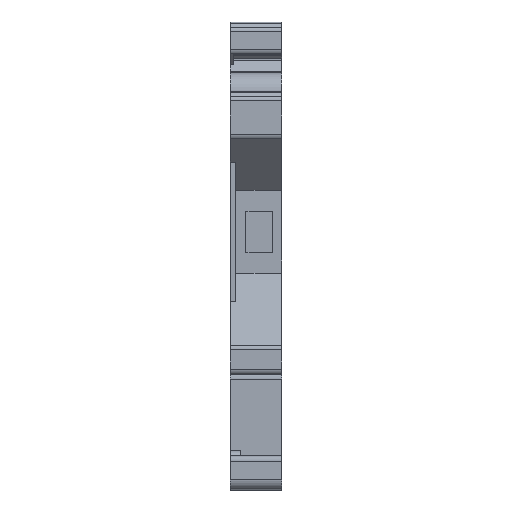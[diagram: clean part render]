
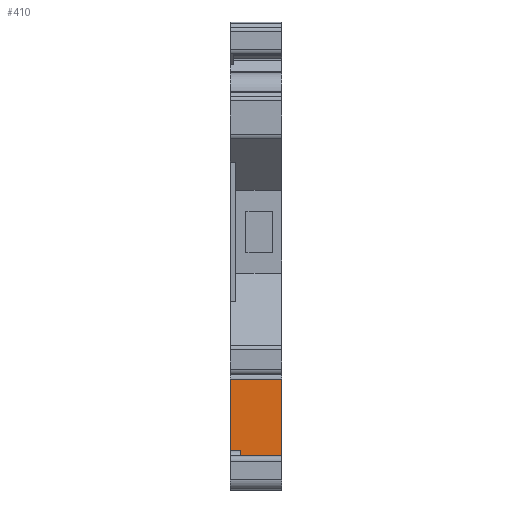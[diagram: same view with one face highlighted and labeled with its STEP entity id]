
A CAD part, left-side view. The second image highlights one B-rep face of the part: STEP entity #410.
In plain terms, the highlighted planar face has unit normal (-1, 0, 0).
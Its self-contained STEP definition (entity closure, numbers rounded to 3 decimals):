
#29 = DIRECTION ( 'NONE',  ( 0., 0., 1. ) ) ;
#80 = VECTOR ( 'NONE', #7611, 1000. ) ;
#145 = CARTESIAN_POINT ( 'NONE',  ( -36.394, 4.95, 4.1 ) ) ;
#148 = DIRECTION ( 'NONE',  ( 0., 0., -1. ) ) ;
#382 = VERTEX_POINT ( 'NONE', #4883 ) ;
#410 = ADVANCED_FACE ( 'NONE', ( #7574 ), #8056, .T. ) ;
#556 = VECTOR ( 'NONE', #7095, 1000. ) ;
#913 = VECTOR ( 'NONE', #7906, 1000. ) ;
#1056 = CARTESIAN_POINT ( 'NONE',  ( -36.394, 4.95, -2.8 ) ) ;
#1091 = LINE ( 'NONE', #1703, #556 ) ;
#1320 = LINE ( 'NONE', #2758, #1526 ) ;
#1445 = DIRECTION ( 'NONE',  ( -1., 0., 0. ) ) ;
#1452 = CARTESIAN_POINT ( 'NONE',  ( -36.394, 0., -4.716 ) ) ;
#1526 = VECTOR ( 'NONE', #148, 1000. ) ;
#1566 = EDGE_CURVE ( 'NONE', #382, #5248, #8267, .T. ) ;
#1703 = CARTESIAN_POINT ( 'NONE',  ( -36.394, 4.95, 4.1 ) ) ;
#1836 = ORIENTED_EDGE ( 'NONE', *, *, #8584, .F. ) ;
#1914 = LINE ( 'NONE', #4655, #913 ) ;
#2654 = VERTEX_POINT ( 'NONE', #1056 ) ;
#2723 = ORIENTED_EDGE ( 'NONE', *, *, #7670, .T. ) ;
#2758 = CARTESIAN_POINT ( 'NONE',  ( -36.394, 0., 4.1 ) ) ;
#3088 = CARTESIAN_POINT ( 'NONE',  ( -36.394, 0., 4.1 ) ) ;
#3109 = EDGE_CURVE ( 'NONE', #5712, #4634, #1091, .T. ) ;
#4350 = EDGE_CURVE ( 'NONE', #5376, #2654, #1914, .T. ) ;
#4634 = VERTEX_POINT ( 'NONE', #3088 ) ;
#4655 = CARTESIAN_POINT ( 'NONE',  ( -36.394, 3.95, -2.8 ) ) ;
#4837 = LINE ( 'NONE', #7612, #8603 ) ;
#4883 = CARTESIAN_POINT ( 'NONE',  ( -36.394, 3.95, -4.716 ) ) ;
#4930 = DIRECTION ( 'NONE',  ( 0., 0., 1. ) ) ;
#4971 = CARTESIAN_POINT ( 'NONE',  ( -36.394, 4.95, -4.716 ) ) ;
#5248 = VERTEX_POINT ( 'NONE', #1452 ) ;
#5272 = EDGE_CURVE ( 'NONE', #382, #5376, #7374, .T. ) ;
#5376 = VERTEX_POINT ( 'NONE', #8375 ) ;
#5384 = ORIENTED_EDGE ( 'NONE', *, *, #5272, .F. ) ;
#5412 = CARTESIAN_POINT ( 'NONE',  ( -36.394, 4.95, 4.1 ) ) ;
#5712 = VERTEX_POINT ( 'NONE', #145 ) ;
#5807 = EDGE_LOOP ( 'NONE', ( #2723, #7806, #5384, #6673, #1836, #6260 ) ) ;
#5907 = VECTOR ( 'NONE', #29, 1000. ) ;
#6260 = ORIENTED_EDGE ( 'NONE', *, *, #3109, .F. ) ;
#6673 = ORIENTED_EDGE ( 'NONE', *, *, #1566, .T. ) ;
#6833 = DIRECTION ( 'NONE',  ( 0., 0., -1. ) ) ;
#7095 = DIRECTION ( 'NONE',  ( 0., -1., 0. ) ) ;
#7374 = LINE ( 'NONE', #8100, #5907 ) ;
#7391 = AXIS2_PLACEMENT_3D ( 'NONE', #5412, #1445, #4930 ) ;
#7574 = FACE_OUTER_BOUND ( 'NONE', #5807, .T. ) ;
#7611 = DIRECTION ( 'NONE',  ( 0., -1., 0. ) ) ;
#7612 = CARTESIAN_POINT ( 'NONE',  ( -36.394, 4.95, 4.1 ) ) ;
#7670 = EDGE_CURVE ( 'NONE', #5712, #2654, #4837, .T. ) ;
#7806 = ORIENTED_EDGE ( 'NONE', *, *, #4350, .F. ) ;
#7906 = DIRECTION ( 'NONE',  ( 0., 1., 0. ) ) ;
#8056 = PLANE ( 'NONE',  #7391 ) ;
#8100 = CARTESIAN_POINT ( 'NONE',  ( -36.394, 3.95, -2.8 ) ) ;
#8267 = LINE ( 'NONE', #4971, #80 ) ;
#8375 = CARTESIAN_POINT ( 'NONE',  ( -36.394, 3.95, -2.8 ) ) ;
#8584 = EDGE_CURVE ( 'NONE', #4634, #5248, #1320, .T. ) ;
#8603 = VECTOR ( 'NONE', #6833, 1000. ) ;
